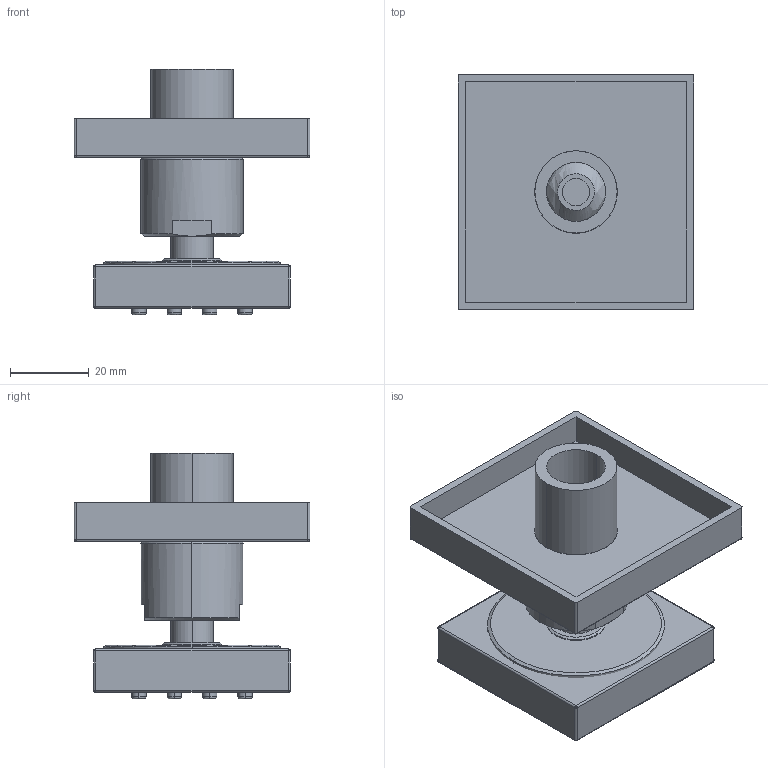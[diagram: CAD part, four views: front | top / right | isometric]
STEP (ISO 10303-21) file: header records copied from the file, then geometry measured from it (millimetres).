
FILE_DESCRIPTION (( 'STEP AP203' ), '1' );
FILE_NAME ('KJ8067409-CM ZP.stp', '2017-05-02T23:33:36', ( 'Sky123.Org' ), ( 'Sky123.Org' ), 'SwSTEP 2.0', 'SolidWorks 2010', '' );
FILE_SCHEMA (( 'CONFIG_CONTROL_DESIGN' ));
Length unit declared in the file: millimetre
Products named in the file (7): KJ8067409-CM  ZP; KJ8067409   MB; KJ8067409  CSD; KJ8067409  QZ; KJ8067409  HDM; KJ8067409  WXQI; KJ8067409   SJM
Assembly tree (6 placements, depth 2):
  KJ8067409-CM  ZP
    KJ8067409  CSD
    KJ8067409  HDM
    KJ8067409  WXQI
    KJ8067409   SJM
    KJ8067409  QZ
    KJ8067409   MB
Bounding box: 60 x 60 x 62.5 mm (x, y, z)
Volume: 43565.5 mm3; surface area: 36991.8 mm2
Topology: 7 solids, 7 shells, 311 faces, 714 edges, 429 vertices
Faces by surface type: cylinder 156, plane 62, bspline 48, cone 45
Entity records: 11196 total; most frequent: CARTESIAN_POINT 3307, DIRECTION 1601, ORIENTED_EDGE 1396, EDGE_CURVE 698, AXIS2_PLACEMENT_3D 671, VERTEX_POINT 429, EDGE_LOOP 415, CIRCLE 399
